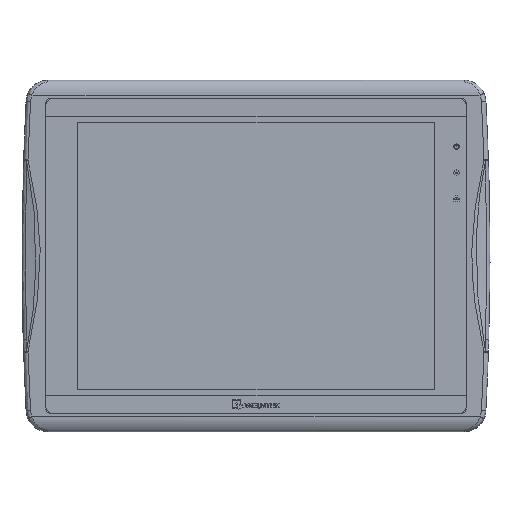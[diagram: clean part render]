
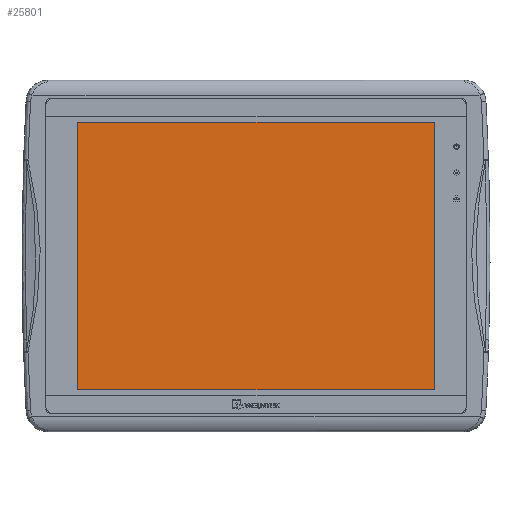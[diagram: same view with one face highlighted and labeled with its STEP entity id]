
A CAD part, top view. The second image highlights one B-rep face of the part: STEP entity #25801.
In plain terms, the highlighted planar face has unit normal (0, 0, 1).
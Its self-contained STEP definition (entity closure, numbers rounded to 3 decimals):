
#7144 = ORIENTED_EDGE ( 'NONE', *, *, #10101, .F. ) ;
#7145 = ORIENTED_EDGE ( 'NONE', *, *, #10102, .F. ) ;
#7146 = ORIENTED_EDGE ( 'NONE', *, *, #10103, .F. ) ;
#7147 = ORIENTED_EDGE ( 'NONE', *, *, #10104, .F. ) ;
#7798 = EDGE_LOOP ( 'NONE', ( #7144, #7145, #7146, #7147 ) ) ;
#10101 = EDGE_CURVE ( 'NONE', #24318, #24314, #72642, .T. ) ;
#10102 = EDGE_CURVE ( 'NONE', #24316, #24318, #72476, .T. ) ;
#10103 = EDGE_CURVE ( 'NONE', #24311, #24316, #72648, .T. ) ;
#10104 = EDGE_CURVE ( 'NONE', #24314, #24311, #72651, .T. ) ;
#24311 = VERTEX_POINT ( 'NONE', #27697 ) ;
#24314 = VERTEX_POINT ( 'NONE', #27699 ) ;
#24316 = VERTEX_POINT ( 'NONE', #27700 ) ;
#24318 = VERTEX_POINT ( 'NONE', #27701 ) ;
#25801 = ADVANCED_FACE ( 'NONE', ( #56580 ), #56582, .F. ) ;
#27697 = CARTESIAN_POINT ( 'NONE',  ( -123.15, -92.45, 23.543 ) ) ;
#27699 = CARTESIAN_POINT ( 'NONE',  ( 123.15, -92.45, 23.543 ) ) ;
#27700 = CARTESIAN_POINT ( 'NONE',  ( -123.15, 92.45, 23.543 ) ) ;
#27701 = CARTESIAN_POINT ( 'NONE',  ( 123.15, 92.45, 23.543 ) ) ;
#49769 = AXIS2_PLACEMENT_3D ( 'NONE', #56563, #56586, #56588 ) ;
#56563 = CARTESIAN_POINT ( 'NONE',  ( 140.4, 103.8, 23.543 ) ) ;
#56580 = FACE_OUTER_BOUND ( 'NONE', #7798, .T. ) ;
#56582 = PLANE ( 'NONE',  #49769 ) ;
#56586 = DIRECTION ( 'NONE',  ( 0., 0., -1. ) ) ;
#56588 = DIRECTION ( 'NONE',  ( -1., 0., 0. ) ) ;
#72476 = LINE ( 'NONE', #72646, #80163 ) ;
#72642 = LINE ( 'NONE', #72644, #80117 ) ;
#72644 = CARTESIAN_POINT ( 'NONE',  ( 123.15, 103.8, 23.543 ) ) ;
#72645 = DIRECTION ( 'NONE',  ( 0., -1., 0. ) ) ;
#72646 = CARTESIAN_POINT ( 'NONE',  ( 140.4, 92.45, 23.543 ) ) ;
#72647 = DIRECTION ( 'NONE',  ( 1., 0., 0. ) ) ;
#72648 = LINE ( 'NONE', #72649, #80115 ) ;
#72649 = CARTESIAN_POINT ( 'NONE',  ( -123.15, 103.8, 23.543 ) ) ;
#72650 = DIRECTION ( 'NONE',  ( 0., 1., 0. ) ) ;
#72651 = LINE ( 'NONE', #72652, #80114 ) ;
#72652 = CARTESIAN_POINT ( 'NONE',  ( 140.4, -92.45, 23.543 ) ) ;
#72653 = DIRECTION ( 'NONE',  ( -1., 0., 0. ) ) ;
#80114 = VECTOR ( 'NONE', #72653, 1000. ) ;
#80115 = VECTOR ( 'NONE', #72650, 1000. ) ;
#80117 = VECTOR ( 'NONE', #72645, 1000. ) ;
#80163 = VECTOR ( 'NONE', #72647, 1000. ) ;
